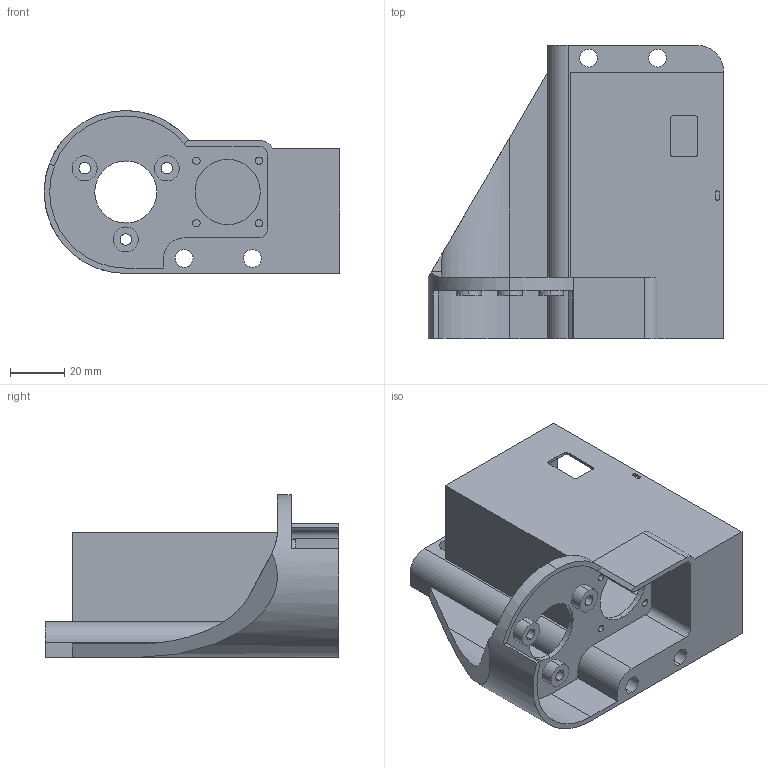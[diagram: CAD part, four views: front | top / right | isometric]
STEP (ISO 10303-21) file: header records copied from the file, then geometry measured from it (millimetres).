
FILE_DESCRIPTION (( 'STEP AP214' ), '1' );
FILE_NAME ('SPI Commutator Enclosure Motor Enclosed.STEP', '2023-04-04T20:16:29', ( '' ), ( '' ), 'SwSTEP 2.0', 'SolidWorks 2023', '' );
FILE_SCHEMA (( 'AUTOMOTIVE_DESIGN' ));
Length unit declared in the file: millimetre
Products named in the file (1): SPI Commutator Enclosure Motor Enclosed
Bounding box: 108.77 x 108.03 x 60 mm (x, y, z)
Volume: 75892.8 mm3; surface area: 57640.5 mm2
Topology: 1 solids, 1 shells, 133 faces, 369 edges, 245 vertices
Faces by surface type: plane 69, cylinder 64
Entity records: 4387 total; most frequent: DIRECTION 765, CARTESIAN_POINT 764, ORIENTED_EDGE 738, EDGE_CURVE 369, AXIS2_PLACEMENT_3D 266, VERTEX_POINT 245, LINE 233, VECTOR 233
